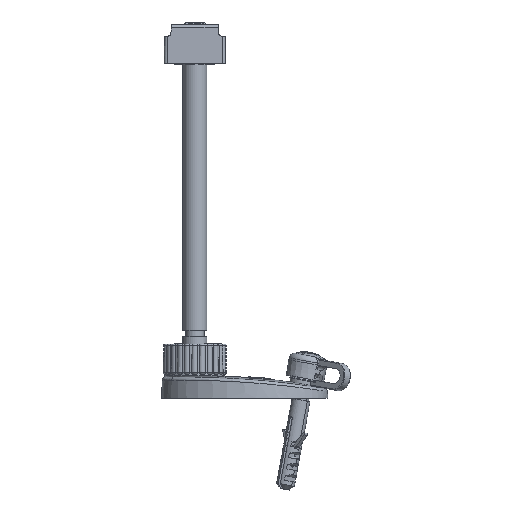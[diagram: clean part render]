
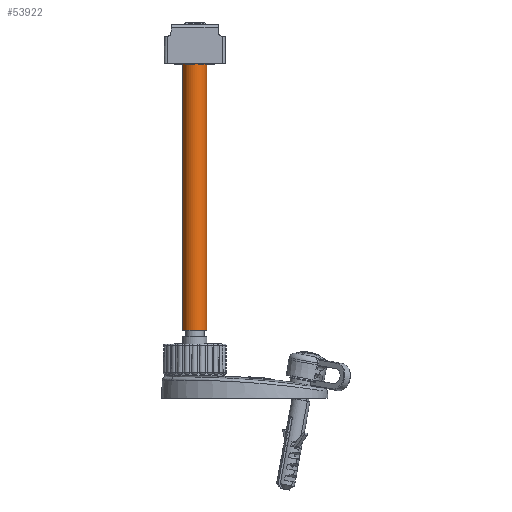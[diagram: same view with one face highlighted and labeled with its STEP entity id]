
A CAD part, top view. The second image highlights one B-rep face of the part: STEP entity #53922.
In plain terms, the highlighted cylindrical face has radius 3.95 mm (diameter 7.9 mm), a partial arc.
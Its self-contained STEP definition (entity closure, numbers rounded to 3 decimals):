
#53432=DIRECTION('',(0.,1.,0.));
#53433=VECTOR('',#53432,96.733);
#53434=CARTESIAN_POINT('',(3.95,2.,0.));
#53435=LINE('515',#53434,#53433);
#53619=CARTESIAN_POINT('',(0.,2.,0.));
#53620=DIRECTION('',(0.,1.,0.));
#53621=DIRECTION('',(-1.,0.,0.));
#53622=AXIS2_PLACEMENT_3D('',#53619,#53620,#53621);
#53624=DIRECTION('',(0.,1.,0.));
#53625=VECTOR('',#53624,96.733);
#53626=CARTESIAN_POINT('',(-3.95,2.,0.));
#53627=LINE('516',#53626,#53625);
#53628=CARTESIAN_POINT('',(0.,98.733,0.));
#53629=DIRECTION('',(0.,1.,0.));
#53630=DIRECTION('',(-1.,0.,0.));
#53631=AXIS2_PLACEMENT_3D('',#53628,#53629,#53630);
#53637=CARTESIAN_POINT('',(-3.95,98.733,0.));
#53638=CARTESIAN_POINT('',(3.95,98.733,0.));
#53639=VERTEX_POINT('',#53637);
#53640=VERTEX_POINT('',#53638);
#53673=CARTESIAN_POINT('',(3.95,2.,0.));
#53674=CARTESIAN_POINT('',(-3.95,2.,0.));
#53675=VERTEX_POINT('',#53673);
#53676=VERTEX_POINT('',#53674);
#53911=CARTESIAN_POINT('',(0.,0.,0.));
#53912=DIRECTION('',(0.,1.,0.));
#53913=DIRECTION('',(1.,0.,0.));
#53914=AXIS2_PLACEMENT_3D('',#53911,#53912,#53913);
#53915=CYLINDRICAL_SURFACE('78',#53914,3.95);
#53916=ORIENTED_EDGE('513',*,*,#53738,.F.);
#53917=ORIENTED_EDGE('516',*,*,#53727,.T.);
#53918=ORIENTED_EDGE('123',*,*,#53697,.T.);
#53919=ORIENTED_EDGE('515',*,*,#53724,.F.);
#53920=EDGE_LOOP('78',(#53916,#53917,#53918,#53919));
#53921=FACE_OUTER_BOUND('78',#53920,.F.);
#53922=ADVANCED_FACE('78',(#53921),#53915,.T.);
#53623=CIRCLE('513',#53622,3.95);
#53632=CIRCLE('123',#53631,3.95);
#53697=EDGE_CURVE('123',#53639,#53640,#53632,.T.);
#53724=EDGE_CURVE('515',#53675,#53640,#53435,.T.);
#53727=EDGE_CURVE('516',#53676,#53639,#53627,.T.);
#53738=EDGE_CURVE('513',#53676,#53675,#53623,.T.);
